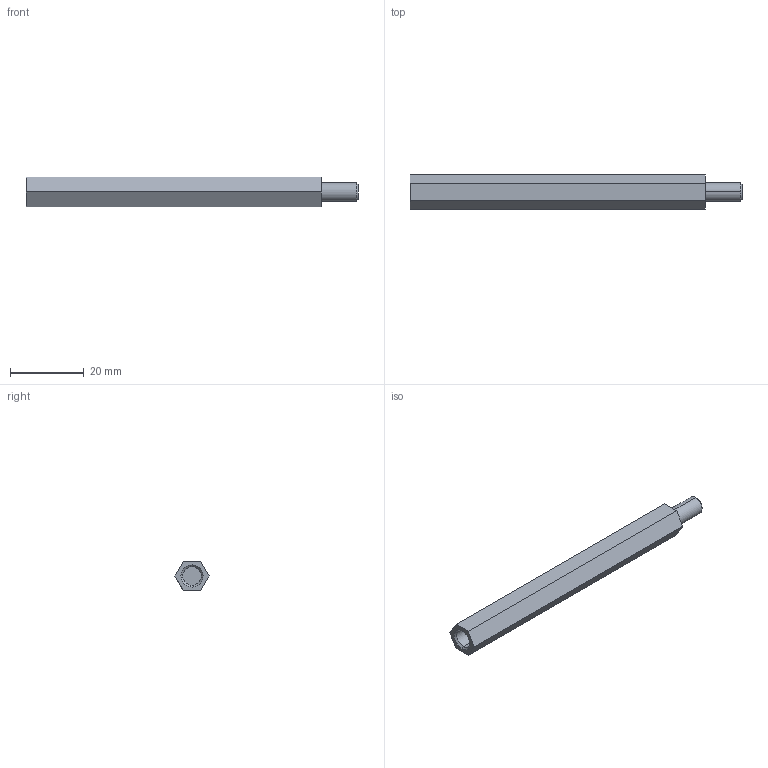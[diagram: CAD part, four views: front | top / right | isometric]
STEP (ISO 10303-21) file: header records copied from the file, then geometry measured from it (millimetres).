
FILE_DESCRIPTION(('STEP AP203'),'1');
FILE_NAME('dmh-m5x80.stp','2024-09-25T13:26:15',('TraceParts'),('TraceParts S.A.'),'Spatial InterOp 3D',' ',' ');
FILE_SCHEMA(('CONFIG_CONTROL_DESIGN'));
Length unit declared in the file: millimetre
Products named in the file (1): 1
Bounding box: 90 x 9.24 x 8 mm (x, y, z)
Volume: 4429.4 mm3; surface area: 2644.1 mm2
Topology: 1 solids, 1 shells, 267 faces, 701 edges, 466 vertices
Faces by surface type: plane 160, bspline 99, cone 4, cylinder 4
Entity records: 14409 total; most frequent: CARTESIAN_POINT 8438, ORIENTED_EDGE 1402, DIRECTION 853, EDGE_CURVE 701, LINE 491, VECTOR 491, VERTEX_POINT 466, EDGE_LOOP 297
